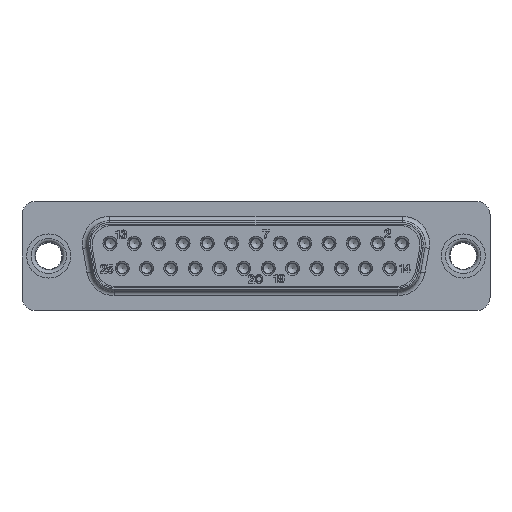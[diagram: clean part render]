
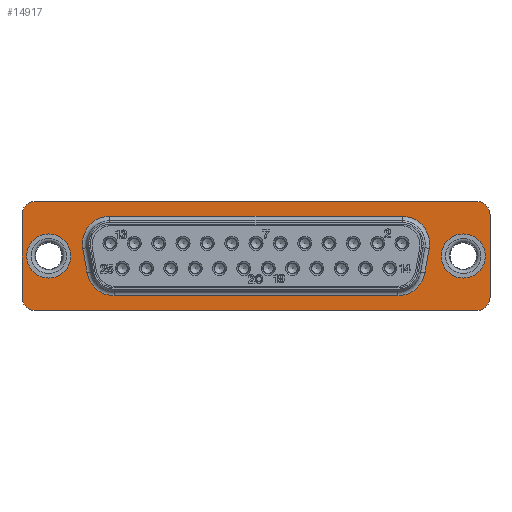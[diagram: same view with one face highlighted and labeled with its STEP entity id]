
A CAD part, top view. The second image highlights one B-rep face of the part: STEP entity #14917.
In plain terms, the highlighted face is planar.
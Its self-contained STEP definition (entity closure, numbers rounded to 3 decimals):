
#1201=CIRCLE('',#17362,2.5);
#1203=CIRCLE('',#17365,2.5);
#1213=CIRCLE('',#17385,1.5);
#1215=CIRCLE('',#17388,1.5);
#1217=CIRCLE('',#17392,1.5);
#1219=CIRCLE('',#17396,1.5);
#1221=CIRCLE('',#17399,3.1);
#1222=CIRCLE('',#17400,3.1);
#1223=CIRCLE('',#17401,3.1);
#1224=CIRCLE('',#17402,3.1);
#4084=ORIENTED_EDGE('',*,*,#6862,.F.);
#4085=ORIENTED_EDGE('',*,*,#6863,.F.);
#4086=ORIENTED_EDGE('',*,*,#6864,.F.);
#4087=ORIENTED_EDGE('',*,*,#6865,.F.);
#4088=ORIENTED_EDGE('',*,*,#6866,.F.);
#4089=ORIENTED_EDGE('',*,*,#6867,.F.);
#4090=ORIENTED_EDGE('',*,*,#6868,.F.);
#4091=ORIENTED_EDGE('',*,*,#6869,.F.);
#4092=ORIENTED_EDGE('',*,*,#6821,.T.);
#4093=ORIENTED_EDGE('',*,*,#6823,.T.);
#4094=ORIENTED_EDGE('',*,*,#6860,.F.);
#4095=ORIENTED_EDGE('',*,*,#6859,.F.);
#4096=ORIENTED_EDGE('',*,*,#6846,.F.);
#4097=ORIENTED_EDGE('',*,*,#6818,.F.);
#4098=ORIENTED_EDGE('',*,*,#6849,.F.);
#4099=ORIENTED_EDGE('',*,*,#6853,.F.);
#4100=ORIENTED_EDGE('',*,*,#6855,.F.);
#4101=ORIENTED_EDGE('',*,*,#6814,.F.);
#6814=EDGE_CURVE('',#8467,#8469,#9646,.T.);
#6818=EDGE_CURVE('',#8471,#8473,#9650,.T.);
#6821=EDGE_CURVE('',#8475,#8475,#1201,.T.);
#6823=EDGE_CURVE('',#8477,#8477,#1203,.T.);
#6846=EDGE_CURVE('',#8473,#8497,#1213,.T.);
#6849=EDGE_CURVE('',#8499,#8471,#1215,.T.);
#6853=EDGE_CURVE('',#8501,#8499,#9669,.T.);
#6855=EDGE_CURVE('',#8469,#8501,#1217,.T.);
#6859=EDGE_CURVE('',#8497,#8504,#9673,.T.);
#6860=EDGE_CURVE('',#8504,#8467,#1219,.T.);
#6862=EDGE_CURVE('',#8505,#8506,#9674,.T.);
#6863=EDGE_CURVE('',#8507,#8505,#1221,.T.);
#6864=EDGE_CURVE('',#8508,#8507,#9675,.T.);
#6865=EDGE_CURVE('',#8509,#8508,#1222,.T.);
#6866=EDGE_CURVE('',#8510,#8509,#9676,.T.);
#6867=EDGE_CURVE('',#8511,#8510,#1223,.T.);
#6868=EDGE_CURVE('',#8512,#8511,#9677,.T.);
#6869=EDGE_CURVE('',#8506,#8512,#1224,.T.);
#8467=VERTEX_POINT('',#28443);
#8469=VERTEX_POINT('',#28446);
#8471=VERTEX_POINT('',#28452);
#8473=VERTEX_POINT('',#28455);
#8475=VERTEX_POINT('',#28461);
#8477=VERTEX_POINT('',#28466);
#8497=VERTEX_POINT('',#28519);
#8499=VERTEX_POINT('',#28525);
#8501=VERTEX_POINT('',#28531);
#8504=VERTEX_POINT('',#28541);
#8505=VERTEX_POINT('',#28549);
#8506=VERTEX_POINT('',#28550);
#8507=VERTEX_POINT('',#28552);
#8508=VERTEX_POINT('',#28554);
#8509=VERTEX_POINT('',#28556);
#8510=VERTEX_POINT('',#28558);
#8511=VERTEX_POINT('',#28560);
#8512=VERTEX_POINT('',#28562);
#9646=LINE('',#28445,#10783);
#9650=LINE('',#28454,#10787);
#9669=LINE('',#28533,#10806);
#9673=LINE('',#28543,#10810);
#9674=LINE('',#28548,#10811);
#9675=LINE('',#28553,#10812);
#9676=LINE('',#28557,#10813);
#9677=LINE('',#28561,#10814);
#10783=VECTOR('',#20419,1000.);
#10787=VECTOR('',#20425,1000.);
#10806=VECTOR('',#20504,1000.);
#10810=VECTOR('',#20516,1000.);
#10811=VECTOR('',#20525,1000.);
#10812=VECTOR('',#20528,1000.);
#10813=VECTOR('',#20531,1000.);
#10814=VECTOR('',#20534,1000.);
#12136=EDGE_LOOP('',(#4084,#4085,#4086,#4087,#4088,#4089,#4090,#4091));
#12137=EDGE_LOOP('',(#4092));
#12138=EDGE_LOOP('',(#4093));
#12139=EDGE_LOOP('',(#4094,#4095,#4096,#4097,#4098,#4099,#4100,#4101));
#13381=FACE_BOUND('',#12136,.T.);
#13382=FACE_BOUND('',#12137,.T.);
#13383=FACE_BOUND('',#12138,.T.);
#13384=FACE_BOUND('',#12139,.T.);
#14140=PLANE('',#17398);
#14917=ADVANCED_FACE('',(#13381,#13382,#13383,#13384),#14140,.F.);
#17362=AXIS2_PLACEMENT_3D('',#28460,#20430,#20431);
#17365=AXIS2_PLACEMENT_3D('',#28465,#20436,#20437);
#17385=AXIS2_PLACEMENT_3D('',#28518,#20489,#20490);
#17388=AXIS2_PLACEMENT_3D('',#28524,#20496,#20497);
#17392=AXIS2_PLACEMENT_3D('',#28536,#20508,#20509);
#17396=AXIS2_PLACEMENT_3D('',#28545,#20519,#20520);
#17398=AXIS2_PLACEMENT_3D('',#28547,#20523,#20524);
#17399=AXIS2_PLACEMENT_3D('',#28551,#20526,#20527);
#17400=AXIS2_PLACEMENT_3D('',#28555,#20529,#20530);
#17401=AXIS2_PLACEMENT_3D('',#28559,#20532,#20533);
#17402=AXIS2_PLACEMENT_3D('',#28563,#20535,#20536);
#20419=DIRECTION('',(-1.,0.,0.));
#20425=DIRECTION('',(1.,0.,0.));
#20430=DIRECTION('',(0.,0.,1.));
#20431=DIRECTION('',(-1.,0.,0.));
#20436=DIRECTION('',(0.,0.,1.));
#20437=DIRECTION('',(-1.,0.,0.));
#20489=DIRECTION('',(0.,0.,1.));
#20490=DIRECTION('',(0.707,-0.707,0.));
#20496=DIRECTION('',(0.,0.,1.));
#20497=DIRECTION('',(-0.707,-0.707,0.));
#20504=DIRECTION('',(0.,-1.,0.));
#20508=DIRECTION('',(0.,0.,1.));
#20509=DIRECTION('',(-0.707,0.707,0.));
#20516=DIRECTION('',(0.,1.,0.));
#20519=DIRECTION('',(0.,0.,1.));
#20520=DIRECTION('',(0.707,0.707,0.));
#20523=DIRECTION('',(0.,0.,1.));
#20524=DIRECTION('',(1.,0.,0.));
#20525=DIRECTION('',(-1.,0.,0.));
#20526=DIRECTION('',(0.,0.,-1.));
#20527=DIRECTION('',(0.643,-0.766,0.));
#20528=DIRECTION('',(-0.174,-0.985,0.));
#20529=DIRECTION('',(0.,0.,-1.));
#20530=DIRECTION('',(0.766,0.643,0.));
#20531=DIRECTION('',(1.,0.,0.));
#20532=DIRECTION('',(0.,0.,-1.));
#20533=DIRECTION('',(-0.766,0.643,0.));
#20534=DIRECTION('',(-0.174,0.985,0.));
#20535=DIRECTION('',(0.,0.,-1.));
#20536=DIRECTION('',(-0.643,-0.766,0.));
#28443=CARTESIAN_POINT('',(25.05,6.2,-0.4));
#28445=CARTESIAN_POINT('',(26.55,6.2,-0.4));
#28446=CARTESIAN_POINT('',(-25.05,6.2,-0.4));
#28452=CARTESIAN_POINT('',(-25.05,-6.2,-0.4));
#28454=CARTESIAN_POINT('',(-26.55,-6.2,-0.4));
#28455=CARTESIAN_POINT('',(25.05,-6.2,-0.4));
#28460=CARTESIAN_POINT('',(-23.52,0.,-0.4));
#28461=CARTESIAN_POINT('',(-26.02,0.,-0.4));
#28465=CARTESIAN_POINT('',(23.52,0.,-0.4));
#28466=CARTESIAN_POINT('',(21.02,0.,-0.4));
#28518=CARTESIAN_POINT('',(25.05,-4.7,-0.4));
#28519=CARTESIAN_POINT('',(26.55,-4.7,-0.4));
#28524=CARTESIAN_POINT('',(-25.05,-4.7,-0.4));
#28525=CARTESIAN_POINT('',(-26.55,-4.7,-0.4));
#28531=CARTESIAN_POINT('',(-26.55,4.7,-0.4));
#28533=CARTESIAN_POINT('',(-26.55,6.2,-0.4));
#28536=CARTESIAN_POINT('',(-25.05,4.7,-0.4));
#28541=CARTESIAN_POINT('',(26.55,4.7,-0.4));
#28543=CARTESIAN_POINT('',(26.55,-6.2,-0.4));
#28545=CARTESIAN_POINT('',(25.05,4.7,-0.4));
#28547=CARTESIAN_POINT('',(13.223,0.017,-0.4));
#28548=CARTESIAN_POINT('',(6.612,-4.5,-0.4));
#28549=CARTESIAN_POINT('',(16.106,-4.5,-0.4));
#28550=CARTESIAN_POINT('',(-16.106,-4.5,-0.4));
#28551=CARTESIAN_POINT('',(16.106,-1.4,-0.4));
#28552=CARTESIAN_POINT('',(19.159,-1.938,-0.4));
#28553=CARTESIAN_POINT('',(19.237,-1.498,-0.4));
#28554=CARTESIAN_POINT('',(19.653,0.862,-0.4));
#28555=CARTESIAN_POINT('',(16.6,1.4,-0.4));
#28556=CARTESIAN_POINT('',(16.6,4.5,-0.4));
#28557=CARTESIAN_POINT('',(6.612,4.5,-0.4));
#28558=CARTESIAN_POINT('',(-16.6,4.5,-0.4));
#28559=CARTESIAN_POINT('',(-16.6,1.4,-0.4));
#28560=CARTESIAN_POINT('',(-19.653,0.862,-0.4));
#28561=CARTESIAN_POINT('',(-19.085,-2.359,-0.4));
#28562=CARTESIAN_POINT('',(-19.159,-1.938,-0.4));
#28563=CARTESIAN_POINT('',(-16.106,-1.4,-0.4));
